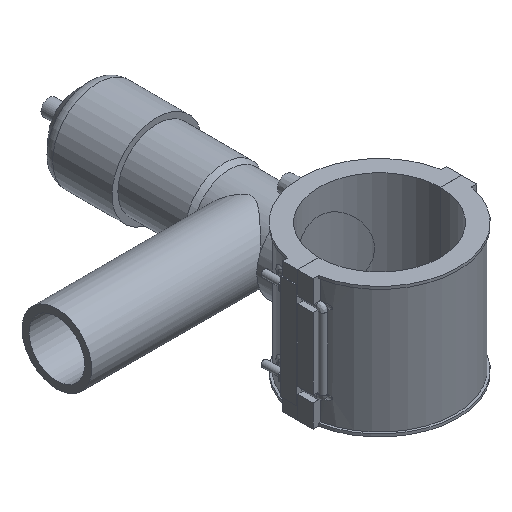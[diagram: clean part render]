
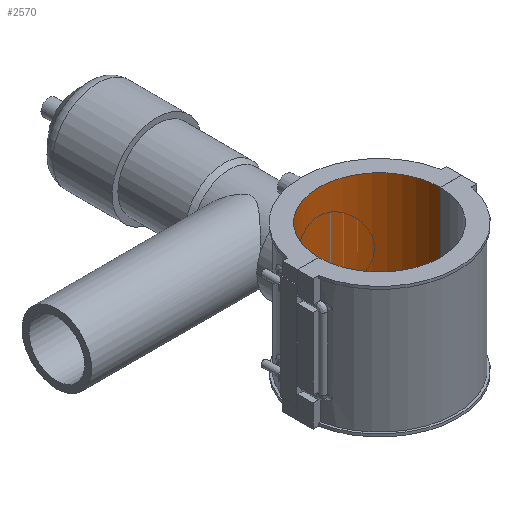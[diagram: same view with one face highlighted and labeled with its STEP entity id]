
A CAD part, isometric view. The second image highlights one B-rep face of the part: STEP entity #2570.
In plain terms, the highlighted cylindrical face has radius 55 mm (diameter 110 mm), a partial arc.
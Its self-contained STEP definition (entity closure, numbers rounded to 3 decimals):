
#337=FACE_OUTER_BOUND('',#530,.T.);
#530=EDGE_LOOP('',(#2258,#2259,#2260,#2261));
#735=LINE('',#4695,#952);
#763=LINE('',#5005,#980);
#952=VECTOR('',#3281,118.);
#980=VECTOR('',#3401,118.);
#1087=CIRCLE('',#2793,55.);
#1088=CIRCLE('',#2795,55.);
#1281=VERTEX_POINT('',#4692);
#1282=VERTEX_POINT('',#4694);
#1313=VERTEX_POINT('',#5002);
#1314=VERTEX_POINT('',#5004);
#1589=EDGE_CURVE('',#1282,#1281,#735,.T.);
#1643=EDGE_CURVE('',#1314,#1313,#763,.T.);
#1646=EDGE_CURVE('',#1282,#1313,#1087,.T.);
#1647=EDGE_CURVE('',#1314,#1281,#1088,.T.);
#2258=ORIENTED_EDGE('',*,*,#1643,.T.);
#2259=ORIENTED_EDGE('',*,*,#1646,.F.);
#2260=ORIENTED_EDGE('',*,*,#1589,.T.);
#2261=ORIENTED_EDGE('',*,*,#1647,.F.);
#2437=CYLINDRICAL_SURFACE('',#2796,55.);
#2570=ADVANCED_FACE('',(#337),#2437,.F.);
#2793=AXIS2_PLACEMENT_3D('',#5010,#3406,#3407);
#2795=AXIS2_PLACEMENT_3D('',#5012,#3410,#3411);
#2796=AXIS2_PLACEMENT_3D('',#5015,#3414,#3415);
#3281=DIRECTION('',(0.,0.,-1.));
#3401=DIRECTION('',(0.,0.,1.));
#3406=DIRECTION('center_axis',(0.,0.,-1.));
#3407=DIRECTION('ref_axis',(-1.,0.,0.));
#3410=DIRECTION('center_axis',(0.,0.,1.));
#3411=DIRECTION('ref_axis',(-1.,0.,0.));
#3414=DIRECTION('center_axis',(0.,0.,1.));
#3415=DIRECTION('ref_axis',(-1.,0.,0.));
#4692=CARTESIAN_POINT('',(-55.,0.05,-59.));
#4694=CARTESIAN_POINT('',(-55.,0.05,59.));
#4695=CARTESIAN_POINT('',(-55.,0.05,0.));
#5002=CARTESIAN_POINT('',(55.,0.05,59.));
#5004=CARTESIAN_POINT('',(55.,0.05,-59.));
#5005=CARTESIAN_POINT('',(55.,0.05,0.));
#5010=CARTESIAN_POINT('Origin',(0.,0.,59.));
#5012=CARTESIAN_POINT('Origin',(0.,0.,-59.));
#5015=CARTESIAN_POINT('Origin',(0.,0.,0.));
